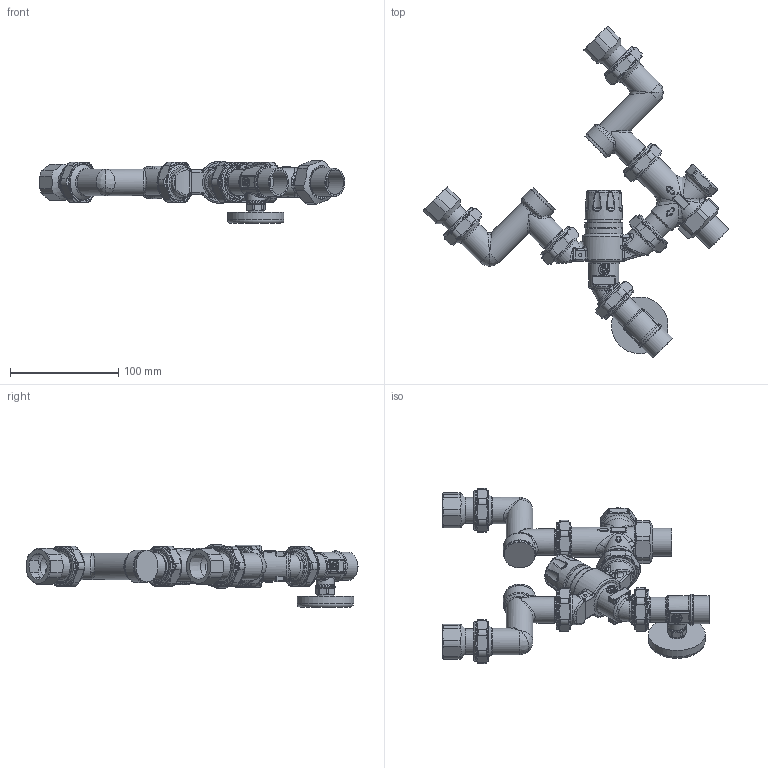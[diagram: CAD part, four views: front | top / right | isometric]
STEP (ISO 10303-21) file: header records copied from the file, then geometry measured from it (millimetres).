
FILE_DESCRIPTION(/* description */ (''),/* implementation_level */ '2;1');
FILE_NAME(/* name */ '520519AP_Simplify_1.stp',/* time_stamp */ '2025-08-14T15:19:31-05:00',/* author */ ('ischreiner'),/* organization */ (''),/* preprocessor_version */ 'ST-DEVELOPER v20',/* originating_system */ 'Autodesk Inventor 2025',/* authorisation */ '');
FILE_SCHEMA (('AUTOMOTIVE_DESIGN { 1 0 10303 214 3 1 1 }'));
Products named in the file (1): 520519AP_Simplify_1
Bounding box: 282.09 x 306.45 x 57.97 mm (x, y, z)
Volume: 372605.4 mm3; surface area: 135979 mm2
Topology: 13 solids, 13 shells, 2622 faces, 6208 edges, 3454 vertices
Faces by surface type: bspline 912, cylinder 727, plane 381, torus 248, cone 204, sphere 150
Full cylindrical faces by diameter (mm): 3 x2, 15.24 x1, 15.875 x1, 17 x3, 18 x1, 20 x6, 20.015 x1, 21 x2, 21.9 x2, 22.352 x2, 22.631 x2, 23.5 x1, 24 x4, 24.003 x2, 24.5 x6, 25.984 x1, 26 x1, 26.924 x1, 27 x1, 27.4 x2, 27.686 x2, 27.7 x3, 28 x3, 28.5 x1, 29.464 x2, 29.6 x4, 29.794 x1, 30 x4, 30.302 x1, 30.5 x6
Entity records: 136639 total; most frequent: CARTESIAN_POINT 79709, ORIENTED_EDGE 11996, DIRECTION 10361, EDGE_CURVE 5998, AXIS2_PLACEMENT_3D 4488, VERTEX_POINT 3454, EDGE_LOOP 2704, STYLED_ITEM 2635
